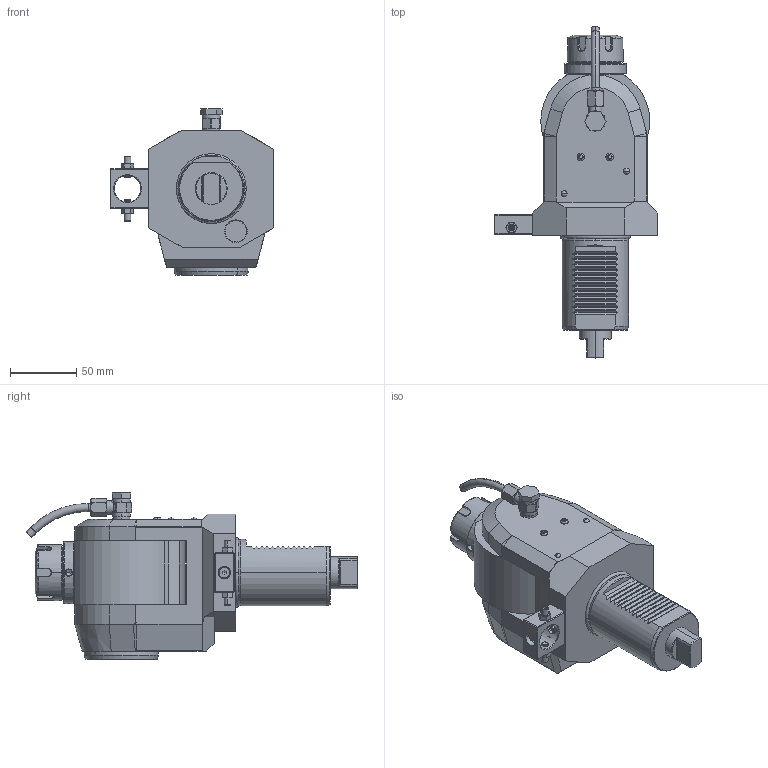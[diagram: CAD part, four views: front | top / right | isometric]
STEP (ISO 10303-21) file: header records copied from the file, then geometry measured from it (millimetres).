
FILE_DESCRIPTION((''),'2;1');
FILE_NAME('NGT1_50_521_25_2_2B','2021-02-17T',('vali'),('NOVA GRUP'),'PRO/ENGINEER BY PARAMETRIC TECHNOLOGY CORPORATION, 2010280','PRO/ENGINEER BY PARAMETRIC TECHNOLOGY CORPORATION, 2010280','');
FILE_SCHEMA(('CONFIG_CONTROL_DESIGN'));
Length unit declared in the file: millimetre
Products named in the file (1): NGT1_50_521_25_2_2B
Bounding box: 123 x 249.67 x 124.9 mm (x, y, z)
Volume: 1028902.4 mm3; surface area: 90812 mm2
Topology: 1 solids, 2 shells, 624 faces, 1564 edges, 953 vertices
Faces by surface type: plane 275, cylinder 148, cone 82, bspline 78, torus 37, sphere 4
Entity records: 27297 total; most frequent: CARTESIAN_POINT 13328, ORIENTED_EDGE 3072, DIRECTION 2578, EDGE_CURVE 1536, VERTEX_POINT 953, AXIS2_PLACEMENT_3D 900, VECTOR 778, LINE 778
